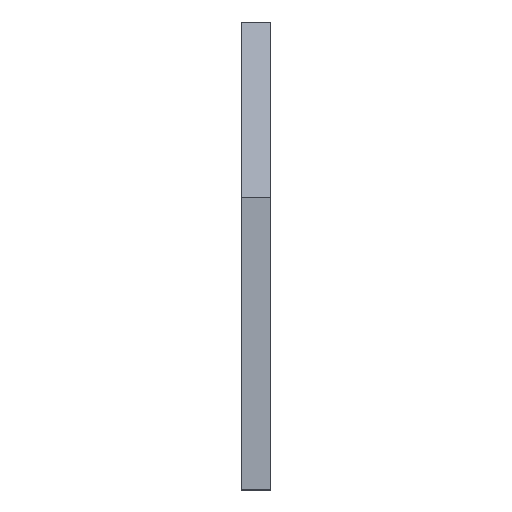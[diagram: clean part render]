
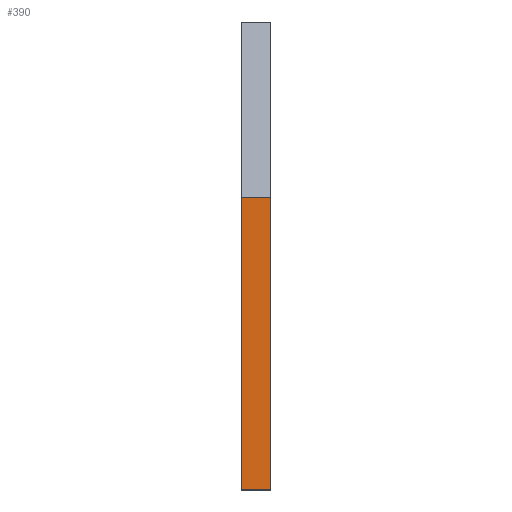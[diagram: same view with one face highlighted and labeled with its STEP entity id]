
A CAD part, left-side view. The second image highlights one B-rep face of the part: STEP entity #390.
In plain terms, the highlighted planar face has unit normal (-1, 0, 0).
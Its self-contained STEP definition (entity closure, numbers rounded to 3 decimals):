
#9 = ORIENTED_EDGE ( 'NONE', *, *, #731, .F. ) ;
#22 = DIRECTION ( 'NONE',  ( 0., -1., 0. ) ) ;
#26 = CARTESIAN_POINT ( 'NONE',  ( -455., 5., 10. ) ) ;
#59 = VERTEX_POINT ( 'NONE', #481 ) ;
#77 = DIRECTION ( 'NONE',  ( 1., 0., 0. ) ) ;
#83 = EDGE_CURVE ( 'NONE', #377, #775, #580, .T. ) ;
#99 = ORIENTED_EDGE ( 'NONE', *, *, #648, .T. ) ;
#156 = DIRECTION ( 'NONE',  ( 0., 0., 1. ) ) ;
#159 = VECTOR ( 'NONE', #286, 1000. ) ;
#183 = DIRECTION ( 'NONE',  ( 0., 0., 1. ) ) ;
#231 = AXIS2_PLACEMENT_3D ( 'NONE', #605, #77, #249 ) ;
#233 = VECTOR ( 'NONE', #156, 1000. ) ;
#241 = LINE ( 'NONE', #386, #747 ) ;
#249 = DIRECTION ( 'NONE',  ( 0., 0., -1. ) ) ;
#260 = CARTESIAN_POINT ( 'NONE',  ( -455., 0., -40. ) ) ;
#261 = LINE ( 'NONE', #26, #159 ) ;
#279 = CARTESIAN_POINT ( 'NONE',  ( -455., 0., -40. ) ) ;
#286 = DIRECTION ( 'NONE',  ( 0., -1., 0. ) ) ;
#291 = VECTOR ( 'NONE', #183, 1000. ) ;
#377 = VERTEX_POINT ( 'NONE', #494 ) ;
#386 = CARTESIAN_POINT ( 'NONE',  ( -455., 5., -40. ) ) ;
#390 = ADVANCED_FACE ( 'NONE', ( #480 ), #437, .F. ) ;
#428 = EDGE_LOOP ( 'NONE', ( #552, #9, #508, #99 ) ) ;
#437 = PLANE ( 'NONE',  #231 ) ;
#480 = FACE_OUTER_BOUND ( 'NONE', #428, .T. ) ;
#481 = CARTESIAN_POINT ( 'NONE',  ( -455., 0., 10. ) ) ;
#494 = CARTESIAN_POINT ( 'NONE',  ( -455., 5., -40. ) ) ;
#508 = ORIENTED_EDGE ( 'NONE', *, *, #83, .F. ) ;
#517 = VERTEX_POINT ( 'NONE', #260 ) ;
#531 = LINE ( 'NONE', #279, #233 ) ;
#552 = ORIENTED_EDGE ( 'NONE', *, *, #694, .T. ) ;
#580 = LINE ( 'NONE', #608, #291 ) ;
#605 = CARTESIAN_POINT ( 'NONE',  ( -455., 5., -40. ) ) ;
#608 = CARTESIAN_POINT ( 'NONE',  ( -455., 5., -40. ) ) ;
#648 = EDGE_CURVE ( 'NONE', #377, #517, #241, .T. ) ;
#694 = EDGE_CURVE ( 'NONE', #517, #59, #531, .T. ) ;
#715 = CARTESIAN_POINT ( 'NONE',  ( -455., 5., 10. ) ) ;
#731 = EDGE_CURVE ( 'NONE', #775, #59, #261, .T. ) ;
#747 = VECTOR ( 'NONE', #22, 1000. ) ;
#775 = VERTEX_POINT ( 'NONE', #715 ) ;
